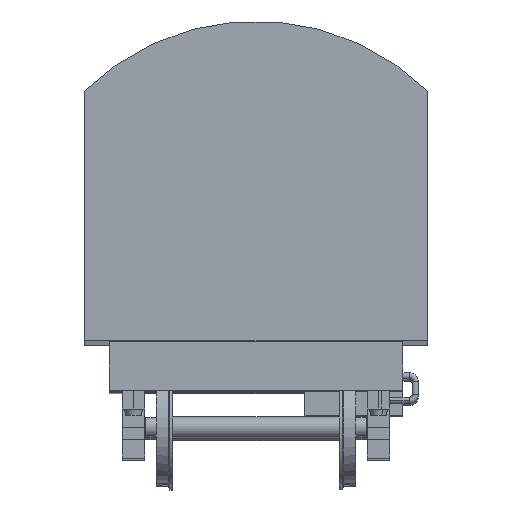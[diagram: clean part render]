
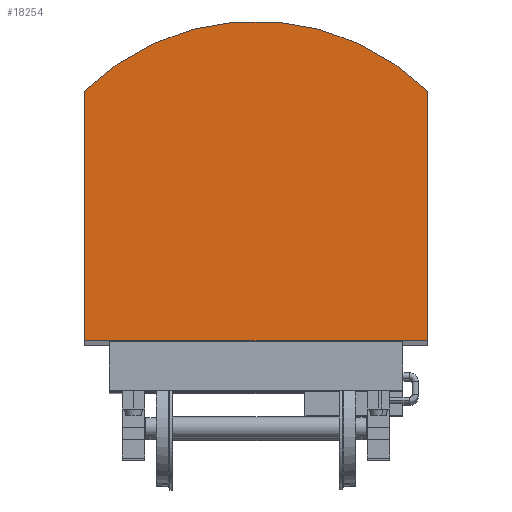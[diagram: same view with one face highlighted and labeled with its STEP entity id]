
A CAD part, top view. The second image highlights one B-rep face of the part: STEP entity #18254.
In plain terms, the highlighted planar face has unit normal (0, 0, 1).
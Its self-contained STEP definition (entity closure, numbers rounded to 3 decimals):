
#135 = CARTESIAN_POINT ( 'NONE',  ( 1400., 2038.286, 0. ) ) ;
#1001 = DIRECTION ( 'NONE',  ( 0., 0., -1. ) ) ;
#2560 = EDGE_CURVE ( 'NONE', #21669, #6433, #9112, .T. ) ;
#2801 = CARTESIAN_POINT ( 'NONE',  ( -1400., 0., 0. ) ) ;
#2891 = VERTEX_POINT ( 'NONE', #135 ) ;
#4325 = DIRECTION ( 'NONE',  ( -1., 0., 0. ) ) ;
#5020 = FACE_OUTER_BOUND ( 'NONE', #19449, .T. ) ;
#5109 = ORIENTED_EDGE ( 'NONE', *, *, #10738, .T. ) ;
#5563 = CARTESIAN_POINT ( 'NONE',  ( -1400., 0., 0. ) ) ;
#6052 = CARTESIAN_POINT ( 'NONE',  ( -1400., 0., 0. ) ) ;
#6433 = VERTEX_POINT ( 'NONE', #8540 ) ;
#6713 = DIRECTION ( 'NONE',  ( 1., 0., 0. ) ) ;
#6853 = VECTOR ( 'NONE', #20256, 1000. ) ;
#7144 = PLANE ( 'NONE',  #12540 ) ;
#7829 = LINE ( 'NONE', #24996, #16043 ) ;
#8540 = CARTESIAN_POINT ( 'NONE',  ( 1400., 0., 0. ) ) ;
#9112 = LINE ( 'NONE', #2801, #24472 ) ;
#10290 = EDGE_CURVE ( 'NONE', #24510, #21669, #18306, .T. ) ;
#10481 = ORIENTED_EDGE ( 'NONE', *, *, #18360, .T. ) ;
#10653 = CARTESIAN_POINT ( 'NONE',  ( 0., 610., 0. ) ) ;
#10738 = EDGE_CURVE ( 'NONE', #2891, #24510, #21029, .T. ) ;
#12540 = AXIS2_PLACEMENT_3D ( 'NONE', #21814, #1001, #15847 ) ;
#14766 = DIRECTION ( 'NONE',  ( 0., 0., 1. ) ) ;
#15847 = DIRECTION ( 'NONE',  ( -1., 0., 0. ) ) ;
#16043 = VECTOR ( 'NONE', #16511, 1000. ) ;
#16511 = DIRECTION ( 'NONE',  ( 0., 1., 0. ) ) ;
#18254 = ADVANCED_FACE ( 'NONE', ( #5020 ), #7144, .F. ) ;
#18306 = LINE ( 'NONE', #5563, #6853 ) ;
#18360 = EDGE_CURVE ( 'NONE', #6433, #2891, #7829, .T. ) ;
#18753 = CARTESIAN_POINT ( 'NONE',  ( -1400., 2038.286, 0. ) ) ;
#18837 = ORIENTED_EDGE ( 'NONE', *, *, #10290, .T. ) ;
#19449 = EDGE_LOOP ( 'NONE', ( #18837, #23894, #10481, #5109 ) ) ;
#20256 = DIRECTION ( 'NONE',  ( 0., -1., 0. ) ) ;
#20575 = AXIS2_PLACEMENT_3D ( 'NONE', #10653, #14766, #4325 ) ;
#21029 = CIRCLE ( 'NONE', #20575, 2000. ) ;
#21669 = VERTEX_POINT ( 'NONE', #6052 ) ;
#21814 = CARTESIAN_POINT ( 'NONE',  ( 0., 610., 0. ) ) ;
#23894 = ORIENTED_EDGE ( 'NONE', *, *, #2560, .T. ) ;
#24472 = VECTOR ( 'NONE', #6713, 1000. ) ;
#24510 = VERTEX_POINT ( 'NONE', #18753 ) ;
#24996 = CARTESIAN_POINT ( 'NONE',  ( 1400., 0., 0. ) ) ;
